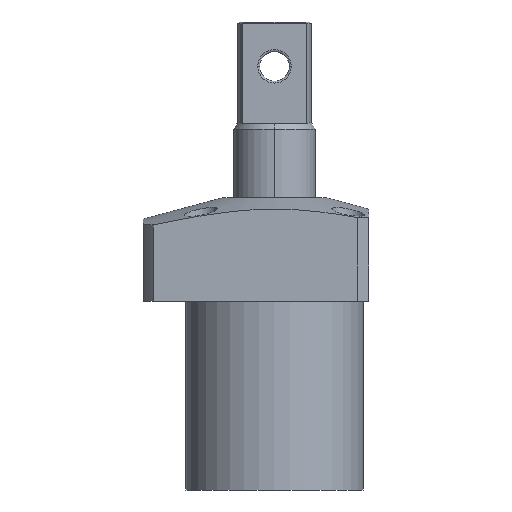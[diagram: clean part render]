
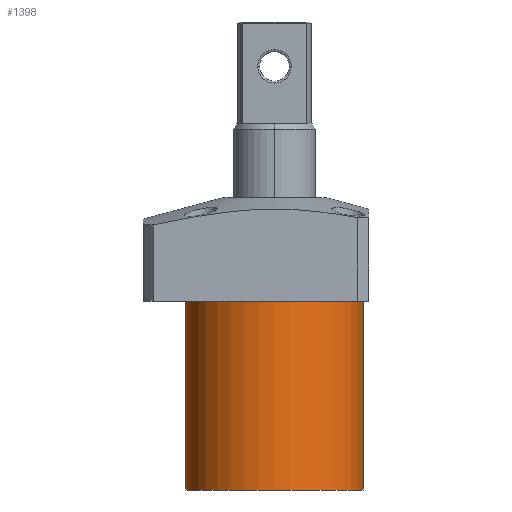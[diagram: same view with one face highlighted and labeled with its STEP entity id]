
A CAD part, front view. The second image highlights one B-rep face of the part: STEP entity #1398.
In plain terms, the highlighted cylindrical face has radius 24 mm (diameter 48 mm), a partial arc.
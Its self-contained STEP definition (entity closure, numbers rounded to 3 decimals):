
#95 = DIRECTION ( 'NONE',  ( 1., 0., 0. ) ) ;
#110 = VERTEX_POINT ( 'NONE', #2443 ) ;
#150 = AXIS2_PLACEMENT_3D ( 'NONE', #654, #2572, #95 ) ;
#222 = DIRECTION ( 'NONE',  ( 0., 0., 1. ) ) ;
#317 = ORIENTED_EDGE ( 'NONE', *, *, #2415, .F. ) ;
#463 = CARTESIAN_POINT ( 'NONE',  ( -24., 0., 0. ) ) ;
#472 = DIRECTION ( 'NONE',  ( 0., 0., 1. ) ) ;
#551 = CARTESIAN_POINT ( 'NONE',  ( -24., 0., -51. ) ) ;
#654 = CARTESIAN_POINT ( 'NONE',  ( 0., 0., -51. ) ) ;
#915 = CARTESIAN_POINT ( 'NONE',  ( 0., 0., 0. ) ) ;
#1024 = CARTESIAN_POINT ( 'NONE',  ( 24., 0., -51. ) ) ;
#1030 = EDGE_CURVE ( 'NONE', #110, #1741, #2425, .T. ) ;
#1222 = CYLINDRICAL_SURFACE ( 'NONE', #1397, 24. ) ;
#1255 = FACE_OUTER_BOUND ( 'NONE', #1299, .T. ) ;
#1275 = VERTEX_POINT ( 'NONE', #1515 ) ;
#1299 = EDGE_LOOP ( 'NONE', ( #317, #1822, #2133, #1873 ) ) ;
#1397 = AXIS2_PLACEMENT_3D ( 'NONE', #2694, #2633, #1901 ) ;
#1398 = ADVANCED_FACE ( 'NONE', ( #1255 ), #1222, .T. ) ;
#1436 = VERTEX_POINT ( 'NONE', #463 ) ;
#1515 = CARTESIAN_POINT ( 'NONE',  ( 24., 0., 0. ) ) ;
#1519 = LINE ( 'NONE', #1808, #2032 ) ;
#1597 = AXIS2_PLACEMENT_3D ( 'NONE', #915, #2488, #1745 ) ;
#1638 = CIRCLE ( 'NONE', #1597, 24. ) ;
#1741 = VERTEX_POINT ( 'NONE', #1024 ) ;
#1745 = DIRECTION ( 'NONE',  ( 1., 0., 0. ) ) ;
#1792 = LINE ( 'NONE', #551, #2424 ) ;
#1808 = CARTESIAN_POINT ( 'NONE',  ( 24., 0., -51. ) ) ;
#1822 = ORIENTED_EDGE ( 'NONE', *, *, #1030, .T. ) ;
#1849 = EDGE_CURVE ( 'NONE', #1436, #1275, #1638, .T. ) ;
#1873 = ORIENTED_EDGE ( 'NONE', *, *, #1849, .F. ) ;
#1901 = DIRECTION ( 'NONE',  ( 1., 0., 0. ) ) ;
#2032 = VECTOR ( 'NONE', #222, 1000. ) ;
#2133 = ORIENTED_EDGE ( 'NONE', *, *, #2638, .T. ) ;
#2415 = EDGE_CURVE ( 'NONE', #110, #1436, #1792, .T. ) ;
#2424 = VECTOR ( 'NONE', #472, 1000. ) ;
#2425 = CIRCLE ( 'NONE', #150, 24. ) ;
#2443 = CARTESIAN_POINT ( 'NONE',  ( -24., 0., -51. ) ) ;
#2488 = DIRECTION ( 'NONE',  ( 0., 0., 1. ) ) ;
#2572 = DIRECTION ( 'NONE',  ( 0., 0., 1. ) ) ;
#2633 = DIRECTION ( 'NONE',  ( 0., 0., 1. ) ) ;
#2638 = EDGE_CURVE ( 'NONE', #1741, #1275, #1519, .T. ) ;
#2694 = CARTESIAN_POINT ( 'NONE',  ( 0., 0., -51. ) ) ;
